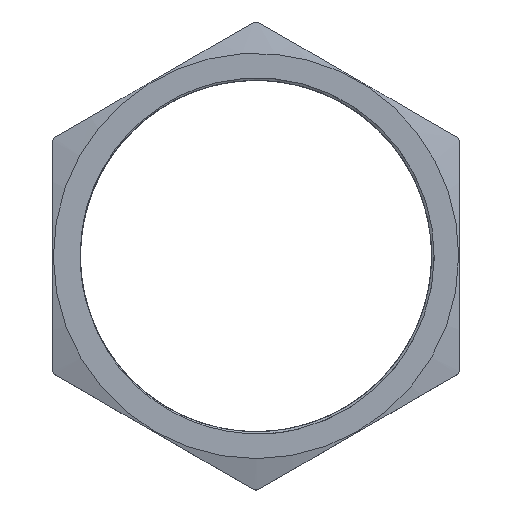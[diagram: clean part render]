
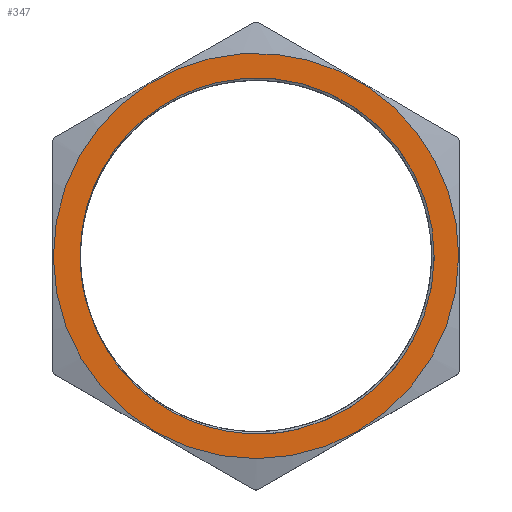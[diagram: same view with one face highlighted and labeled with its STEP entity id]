
A CAD part, top view. The second image highlights one B-rep face of the part: STEP entity #347.
In plain terms, the highlighted planar face has unit normal (0, 0, 1).
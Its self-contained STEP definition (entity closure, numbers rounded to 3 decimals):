
#18=FACE_BOUND('',#133,.T.);
#64=PLANE('',#390);
#66=CIRCLE('',#359,56.189);
#67=CIRCLE('',#367,64.75);
#82=CIRCLE('',#391,56.95);
#109=FACE_OUTER_BOUND('',#132,.T.);
#132=EDGE_LOOP('',(#318));
#133=EDGE_LOOP('',(#319,#320,#321,#322));
#137=B_SPLINE_CURVE_WITH_KNOTS('',3,(#1028,#1029,#1030,#1031,#1032,#1033,
#1034,#1035,#1036,#1037,#1038,#1039,#1040,#1041,#1042,#1043,#1044,#1045,
#1046,#1047,#1048,#1049),.UNSPECIFIED.,.F.,.F.,(4,3,3,3,3,3,3,4),(-8.767,
-8.374,-6.542,-5.594,-3.046,
-2.802,-0.875,0.),.UNSPECIFIED.);
#142=B_SPLINE_CURVE_WITH_KNOTS('',3,(#2001,#2002,#2003,#2004,#2005,#2006,
#2007,#2008,#2009,#2010,#2011,#2012,#2013,#2014,#2015,#2016,#2017,#2018,
#2019,#2020,#2021,#2022),.UNSPECIFIED.,.F.,.F.,(4,3,3,3,3,3,3,4),(-8.765,
-8.366,-6.525,-5.566,-3.007,-2.776,
-0.849,0.),.UNSPECIFIED.);
#145=VERTEX_POINT('',#924);
#146=VERTEX_POINT('',#1027);
#148=VERTEX_POINT('',#1155);
#150=VERTEX_POINT('',#1702);
#175=VERTEX_POINT('',#2102);
#179=EDGE_CURVE('',#145,#146,#137,.T.);
#183=EDGE_CURVE('',#148,#145,#66,.T.);
#186=EDGE_CURVE('',#150,#148,#142,.T.);
#211=EDGE_CURVE('',#175,#175,#67,.T.);
#226=EDGE_CURVE('',#150,#146,#82,.T.);
#318=ORIENTED_EDGE('',*,*,#211,.F.);
#319=ORIENTED_EDGE('',*,*,#226,.T.);
#320=ORIENTED_EDGE('',*,*,#179,.F.);
#321=ORIENTED_EDGE('',*,*,#183,.F.);
#322=ORIENTED_EDGE('',*,*,#186,.F.);
#347=ADVANCED_FACE('',(#109,#18),#64,.T.);
#359=AXIS2_PLACEMENT_3D('',#1258,#399,#400);
#367=AXIS2_PLACEMENT_3D('',#2103,#427,#428);
#390=AXIS2_PLACEMENT_3D('',#2127,#473,#474);
#391=AXIS2_PLACEMENT_3D('',#2128,#475,#476);
#399=DIRECTION('center_axis',(0.,0.,1.));
#400=DIRECTION('ref_axis',(-1.,0.,0.));
#427=DIRECTION('center_axis',(0.,0.,-1.));
#428=DIRECTION('ref_axis',(-1.,0.,0.));
#473=DIRECTION('center_axis',(0.,0.,1.));
#474=DIRECTION('ref_axis',(1.,0.,0.));
#475=DIRECTION('center_axis',(0.,0.,-1.));
#476=DIRECTION('ref_axis',(-1.,0.,0.));
#924=CARTESIAN_POINT('',(-54.295,-14.464,14.));
#1027=CARTESIAN_POINT('',(13.223,-55.394,14.));
#1028=CARTESIAN_POINT('Ctrl Pts',(-54.297,-14.466,14.));
#1029=CARTESIAN_POINT('Ctrl Pts',(-53.972,-15.737,14.));
#1030=CARTESIAN_POINT('Ctrl Pts',(-53.602,-16.995,14.));
#1031=CARTESIAN_POINT('Ctrl Pts',(-53.189,-18.236,14.));
#1032=CARTESIAN_POINT('Ctrl Pts',(-51.266,-24.01,14.));
#1033=CARTESIAN_POINT('Ctrl Pts',(-48.397,-29.448,14.));
#1034=CARTESIAN_POINT('Ctrl Pts',(-44.73,-34.322,14.));
#1035=CARTESIAN_POINT('Ctrl Pts',(-42.832,-36.845,14.));
#1036=CARTESIAN_POINT('Ctrl Pts',(-40.731,-39.2,14.));
#1037=CARTESIAN_POINT('Ctrl Pts',(-38.447,-41.361,14.));
#1038=CARTESIAN_POINT('Ctrl Pts',(-32.309,-47.167,14.));
#1039=CARTESIAN_POINT('Ctrl Pts',(-24.811,-51.582,14.));
#1040=CARTESIAN_POINT('Ctrl Pts',(-16.761,-54.156,14.));
#1041=CARTESIAN_POINT('Ctrl Pts',(-15.989,-54.403,14.));
#1042=CARTESIAN_POINT('Ctrl Pts',(-15.213,-54.633,14.));
#1043=CARTESIAN_POINT('Ctrl Pts',(-14.431,-54.846,14.));
#1044=CARTESIAN_POINT('Ctrl Pts',(-8.257,-56.527,14.));
#1045=CARTESIAN_POINT('Ctrl Pts',(-1.775,-57.141,14.));
#1046=CARTESIAN_POINT('Ctrl Pts',(4.605,-56.682,14.));
#1047=CARTESIAN_POINT('Ctrl Pts',(7.5,-56.474,14.));
#1048=CARTESIAN_POINT('Ctrl Pts',(10.381,-56.046,14.));
#1049=CARTESIAN_POINT('Ctrl Pts',(13.223,-55.394,14.));
#1155=CARTESIAN_POINT('',(-55.775,6.81,14.));
#1258=CARTESIAN_POINT('Origin',(0.,0.,14.));
#1702=CARTESIAN_POINT('',(5.428,56.691,14.));
#2001=CARTESIAN_POINT('Ctrl Pts',(5.427,56.693,14.));
#2002=CARTESIAN_POINT('Ctrl Pts',(4.103,56.81,14.));
#2003=CARTESIAN_POINT('Ctrl Pts',(2.778,56.879,14.));
#2004=CARTESIAN_POINT('Ctrl Pts',(1.453,56.902,14.));
#2005=CARTESIAN_POINT('Ctrl Pts',(-4.666,57.005,14.));
#2006=CARTESIAN_POINT('Ctrl Pts',(-10.783,56.106,14.));
#2007=CARTESIAN_POINT('Ctrl Pts',(-16.632,54.262,14.));
#2008=CARTESIAN_POINT('Ctrl Pts',(-19.682,53.301,14.));
#2009=CARTESIAN_POINT('Ctrl Pts',(-22.639,52.088,14.));
#2010=CARTESIAN_POINT('Ctrl Pts',(-25.47,50.633,14.));
#2011=CARTESIAN_POINT('Ctrl Pts',(-33.019,46.753,14.));
#2012=CARTESIAN_POINT('Ctrl Pts',(-39.703,41.118,14.));
#2013=CARTESIAN_POINT('Ctrl Pts',(-44.812,34.338,14.));
#2014=CARTESIAN_POINT('Ctrl Pts',(-45.273,33.726,14.));
#2015=CARTESIAN_POINT('Ctrl Pts',(-45.722,33.104,14.));
#2016=CARTESIAN_POINT('Ctrl Pts',(-46.157,32.473,14.));
#2017=CARTESIAN_POINT('Ctrl Pts',(-49.793,27.208,14.));
#2018=CARTESIAN_POINT('Ctrl Pts',(-52.519,21.295,14.));
#2019=CARTESIAN_POINT('Ctrl Pts',(-54.188,15.12,14.));
#2020=CARTESIAN_POINT('Ctrl Pts',(-54.923,12.4,14.));
#2021=CARTESIAN_POINT('Ctrl Pts',(-55.456,9.623,14.));
#2022=CARTESIAN_POINT('Ctrl Pts',(-55.775,6.81,14.));
#2102=CARTESIAN_POINT('',(64.75,0.,14.));
#2103=CARTESIAN_POINT('Origin',(0.,0.,14.));
#2127=CARTESIAN_POINT('Origin',(64.734,-37.374,14.));
#2128=CARTESIAN_POINT('Origin',(0.,0.,14.));
